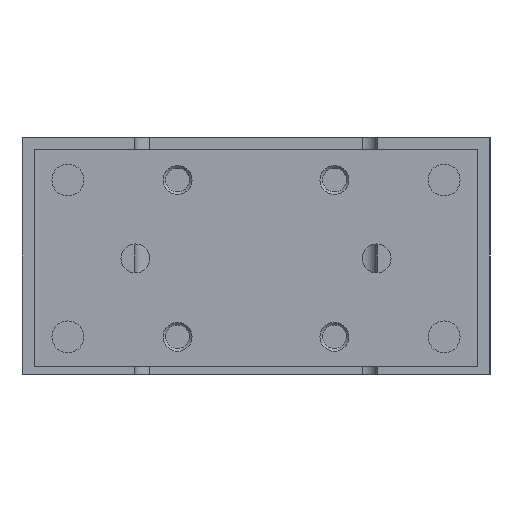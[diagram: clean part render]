
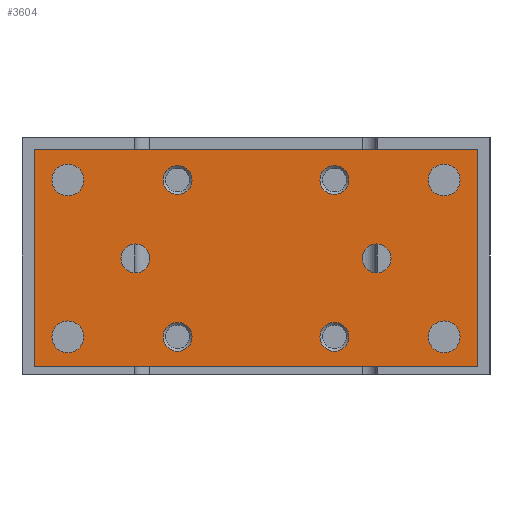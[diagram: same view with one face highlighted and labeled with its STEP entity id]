
A CAD part, left-side view. The second image highlights one B-rep face of the part: STEP entity #3604.
In plain terms, the highlighted planar face has unit normal (-1, 0, 0).
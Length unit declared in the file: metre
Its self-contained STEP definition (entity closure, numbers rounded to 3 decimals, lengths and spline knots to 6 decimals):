
#325=FACE_BOUND('',#1102,.T.);
#326=FACE_BOUND('',#1103,.T.);
#327=FACE_BOUND('',#1104,.T.);
#328=FACE_BOUND('',#1105,.T.);
#329=FACE_BOUND('',#1106,.T.);
#330=FACE_BOUND('',#1107,.T.);
#331=FACE_BOUND('',#1108,.T.);
#332=FACE_BOUND('',#1109,.T.);
#333=FACE_BOUND('',#1110,.T.);
#334=FACE_BOUND('',#1111,.T.);
#663=FACE_OUTER_BOUND('',#1101,.T.);
#1101=EDGE_LOOP('',(#3114,#3115,#3116,#3117));
#1102=EDGE_LOOP('',(#3118));
#1103=EDGE_LOOP('',(#3119));
#1104=EDGE_LOOP('',(#3120));
#1105=EDGE_LOOP('',(#3121));
#1106=EDGE_LOOP('',(#3122));
#1107=EDGE_LOOP('',(#3123));
#1108=EDGE_LOOP('',(#3124));
#1109=EDGE_LOOP('',(#3125));
#1110=EDGE_LOOP('',(#3126));
#1111=EDGE_LOOP('',(#3127));
#1297=LINE('',#6044,#1473);
#1300=LINE('',#6052,#1476);
#1314=LINE('',#6185,#1490);
#1315=LINE('',#6186,#1491);
#1473=VECTOR('',#5006,1.);
#1476=VECTOR('',#5015,1.);
#1490=VECTOR('',#5171,1.);
#1491=VECTOR('',#5172,1.);
#1693=CIRCLE('',#4069,0.003);
#1697=CIRCLE('',#4077,0.003);
#1699=CIRCLE('',#4081,0.003);
#1701=CIRCLE('',#4085,0.003);
#1702=CIRCLE('',#4088,0.003);
#1703=CIRCLE('',#4090,0.003);
#1706=CIRCLE('',#4096,0.0033);
#1709=CIRCLE('',#4102,0.0033);
#1712=CIRCLE('',#4108,0.0033);
#1715=CIRCLE('',#4114,0.0033);
#1974=VERTEX_POINT('',#6041);
#1975=VERTEX_POINT('',#6043);
#1977=VERTEX_POINT('',#6050);
#2003=VERTEX_POINT('',#6115);
#2006=VERTEX_POINT('',#6126);
#2008=VERTEX_POINT('',#6132);
#2010=VERTEX_POINT('',#6138);
#2011=VERTEX_POINT('',#6142);
#2012=VERTEX_POINT('',#6145);
#2015=VERTEX_POINT('',#6154);
#2018=VERTEX_POINT('',#6163);
#2021=VERTEX_POINT('',#6172);
#2024=VERTEX_POINT('',#6181);
#2025=VERTEX_POINT('',#6184);
#2350=EDGE_CURVE('',#1975,#1974,#1297,.T.);
#2354=EDGE_CURVE('',#1974,#1977,#1300,.T.);
#2383=EDGE_CURVE('',#2003,#2003,#1693,.T.);
#2387=EDGE_CURVE('',#2006,#2006,#1697,.T.);
#2389=EDGE_CURVE('',#2008,#2008,#1699,.T.);
#2391=EDGE_CURVE('',#2010,#2010,#1701,.T.);
#2392=EDGE_CURVE('',#2011,#2011,#1702,.T.);
#2393=EDGE_CURVE('',#2012,#2012,#1703,.T.);
#2396=EDGE_CURVE('',#2015,#2015,#1706,.T.);
#2399=EDGE_CURVE('',#2018,#2018,#1709,.T.);
#2402=EDGE_CURVE('',#2021,#2021,#1712,.T.);
#2405=EDGE_CURVE('',#2024,#2024,#1715,.T.);
#2406=EDGE_CURVE('',#1977,#2025,#1314,.T.);
#2407=EDGE_CURVE('',#2025,#1975,#1315,.T.);
#3114=ORIENTED_EDGE('',*,*,#2350,.T.);
#3115=ORIENTED_EDGE('',*,*,#2354,.T.);
#3116=ORIENTED_EDGE('',*,*,#2406,.T.);
#3117=ORIENTED_EDGE('',*,*,#2407,.T.);
#3118=ORIENTED_EDGE('',*,*,#2383,.T.);
#3119=ORIENTED_EDGE('',*,*,#2387,.F.);
#3120=ORIENTED_EDGE('',*,*,#2389,.F.);
#3121=ORIENTED_EDGE('',*,*,#2391,.T.);
#3122=ORIENTED_EDGE('',*,*,#2392,.F.);
#3123=ORIENTED_EDGE('',*,*,#2393,.T.);
#3124=ORIENTED_EDGE('',*,*,#2396,.T.);
#3125=ORIENTED_EDGE('',*,*,#2399,.F.);
#3126=ORIENTED_EDGE('',*,*,#2402,.F.);
#3127=ORIENTED_EDGE('',*,*,#2405,.T.);
#3358=PLANE('',#4115);
#3604=ADVANCED_FACE('',(#663,#325,#326,#327,#328,#329,#330,#331,#332,#333,
#334),#3358,.T.);
#4069=AXIS2_PLACEMENT_3D('',#6116,#5077,#5078);
#4077=AXIS2_PLACEMENT_3D('',#6127,#5093,#5094);
#4081=AXIS2_PLACEMENT_3D('',#6133,#5101,#5102);
#4085=AXIS2_PLACEMENT_3D('',#6139,#5109,#5110);
#4088=AXIS2_PLACEMENT_3D('',#6143,#5115,#5116);
#4090=AXIS2_PLACEMENT_3D('',#6146,#5119,#5120);
#4096=AXIS2_PLACEMENT_3D('',#6155,#5131,#5132);
#4102=AXIS2_PLACEMENT_3D('',#6164,#5143,#5144);
#4108=AXIS2_PLACEMENT_3D('',#6173,#5155,#5156);
#4114=AXIS2_PLACEMENT_3D('',#6182,#5167,#5168);
#4115=AXIS2_PLACEMENT_3D('',#6183,#5169,#5170);
#5006=DIRECTION('',(0.,0.,-1.));
#5015=DIRECTION('',(0.,-1.,0.));
#5077=DIRECTION('center_axis',(1.,0.,0.));
#5078=DIRECTION('ref_axis',(0.,1.,0.));
#5093=DIRECTION('center_axis',(-1.,0.,0.));
#5094=DIRECTION('ref_axis',(0.,-1.,0.));
#5101=DIRECTION('center_axis',(-1.,0.,0.));
#5102=DIRECTION('ref_axis',(0.,1.,0.));
#5109=DIRECTION('center_axis',(1.,0.,0.));
#5110=DIRECTION('ref_axis',(0.,-1.,0.));
#5115=DIRECTION('center_axis',(-1.,0.,0.));
#5116=DIRECTION('ref_axis',(0.,1.,0.));
#5119=DIRECTION('center_axis',(1.,0.,0.));
#5120=DIRECTION('ref_axis',(0.,-1.,0.));
#5131=DIRECTION('center_axis',(1.,0.,0.));
#5132=DIRECTION('ref_axis',(0.,-1.,0.));
#5143=DIRECTION('center_axis',(-1.,0.,0.));
#5144=DIRECTION('ref_axis',(0.,1.,0.));
#5155=DIRECTION('center_axis',(-1.,0.,0.));
#5156=DIRECTION('ref_axis',(0.,-1.,0.));
#5167=DIRECTION('center_axis',(1.,0.,0.));
#5168=DIRECTION('ref_axis',(0.,1.,0.));
#5169=DIRECTION('center_axis',(-1.,0.,0.));
#5170=DIRECTION('ref_axis',(0.,0.,-1.));
#5171=DIRECTION('',(0.,0.,1.));
#5172=DIRECTION('',(0.,1.,0.));
#6041=CARTESIAN_POINT('',(-0.0785,0.046,-0.0475));
#6043=CARTESIAN_POINT('',(-0.0785,0.046,-0.0025));
#6044=CARTESIAN_POINT('',(-0.0785,0.046,-0.0025));
#6050=CARTESIAN_POINT('',(-0.0785,-0.046,-0.0475));
#6052=CARTESIAN_POINT('',(-0.0785,0.046,-0.0475));
#6115=CARTESIAN_POINT('',(-0.0785,0.01925,-0.04125));
#6116=CARTESIAN_POINT('Origin',(-0.0785,0.01625,-0.04125));
#6126=CARTESIAN_POINT('',(-0.0785,-0.01925,-0.04125));
#6127=CARTESIAN_POINT('Origin',(-0.0785,-0.01625,-0.04125));
#6132=CARTESIAN_POINT('',(-0.0785,0.01925,-0.00875));
#6133=CARTESIAN_POINT('Origin',(-0.0785,0.01625,-0.00875));
#6138=CARTESIAN_POINT('',(-0.0785,-0.01925,-0.00875));
#6139=CARTESIAN_POINT('Origin',(-0.0785,-0.01625,-0.00875));
#6142=CARTESIAN_POINT('',(-0.0785,0.028,-0.025));
#6143=CARTESIAN_POINT('Origin',(-0.0785,0.025,-0.025));
#6145=CARTESIAN_POINT('',(-0.0785,-0.028,-0.025));
#6146=CARTESIAN_POINT('Origin',(-0.0785,-0.025,-0.025));
#6154=CARTESIAN_POINT('',(-0.0785,0.0357,-0.00875));
#6155=CARTESIAN_POINT('Origin',(-0.0785,0.039,-0.00875));
#6163=CARTESIAN_POINT('',(-0.0785,-0.0357,-0.00875));
#6164=CARTESIAN_POINT('Origin',(-0.0785,-0.039,-0.00875));
#6172=CARTESIAN_POINT('',(-0.0785,0.0357,-0.04125));
#6173=CARTESIAN_POINT('Origin',(-0.0785,0.039,-0.04125));
#6181=CARTESIAN_POINT('',(-0.0785,-0.0357,-0.04125));
#6182=CARTESIAN_POINT('Origin',(-0.0785,-0.039,-0.04125));
#6183=CARTESIAN_POINT('Origin',(-0.0785,0.046,-0.0475));
#6184=CARTESIAN_POINT('',(-0.0785,-0.046,-0.0025));
#6185=CARTESIAN_POINT('',(-0.0785,-0.046,-0.0475));
#6186=CARTESIAN_POINT('',(-0.0785,-0.046,-0.0025));
